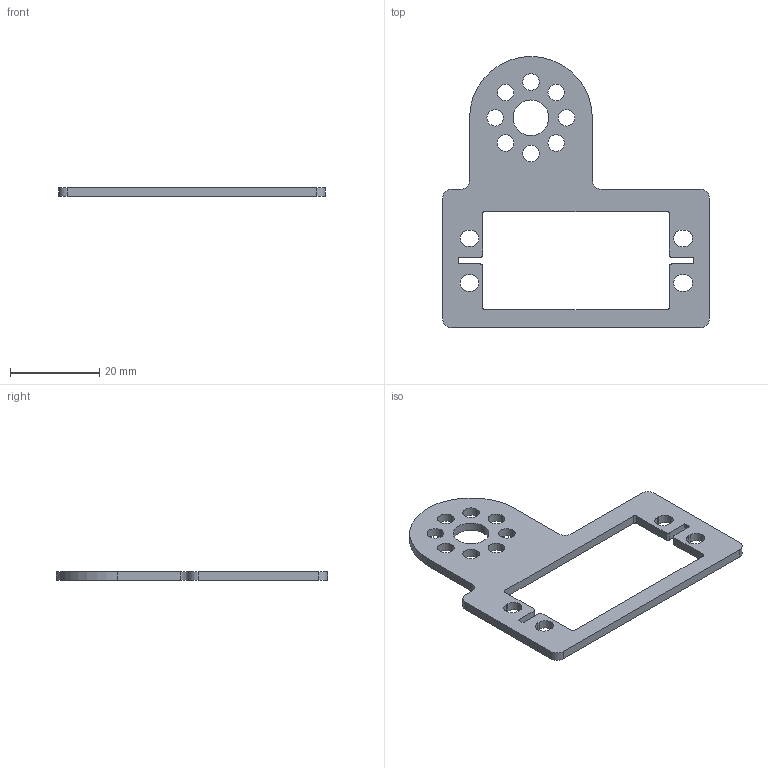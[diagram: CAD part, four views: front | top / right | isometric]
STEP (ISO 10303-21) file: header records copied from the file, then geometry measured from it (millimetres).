
FILE_DESCRIPTION (( 'STEP AP214' ), '1' );
FILE_NAME ('41789_TXM-Servo Plate.STEP', '2017-02-01T20:56:14', ( '' ), ( '' ), 'SwSTEP 2.0', 'SolidWorks 2016', '' );
FILE_SCHEMA (( 'AUTOMOTIVE_DESIGN' ));
Length unit declared in the file: millimetre
Products named in the file (2): 41789_TXM-Servo Plate
Bounding box: 59.8 x 60.75 x 2 mm (x, y, z)
Volume: 2931.8 mm3; surface area: 4013.5 mm2
Topology: 1 solids, 1 shells, 74 faces, 216 edges, 144 vertices
Faces by surface type: cylinder 45, plane 29
Entity records: 2595 total; most frequent: DIRECTION 458, CARTESIAN_POINT 436, ORIENTED_EDGE 432, EDGE_CURVE 216, AXIS2_PLACEMENT_3D 166, VERTEX_POINT 144, LINE 126, VECTOR 126
